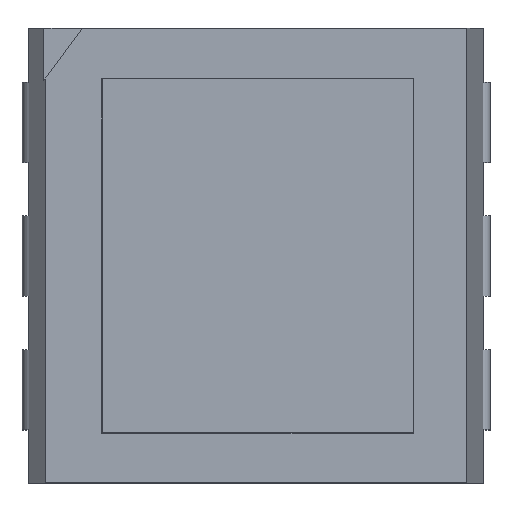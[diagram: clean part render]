
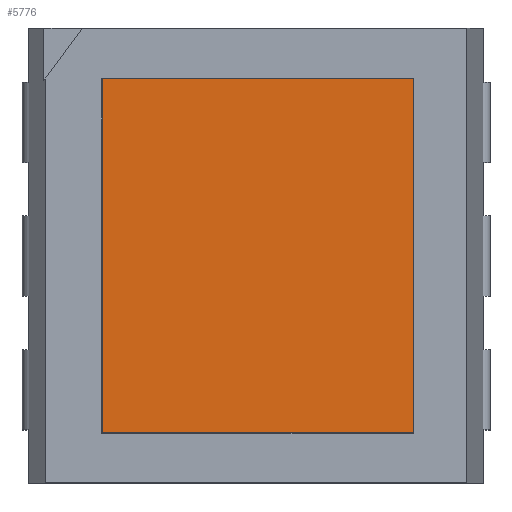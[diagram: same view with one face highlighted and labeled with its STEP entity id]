
A CAD part, top view. The second image highlights one B-rep face of the part: STEP entity #5776.
In plain terms, the highlighted planar face has unit normal (0, 0, 1).
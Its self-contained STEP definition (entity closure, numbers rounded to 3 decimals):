
#5462 = VERTEX_POINT('',#5463);
#5463 = CARTESIAN_POINT('',(0.55,0.375,1.4));
#5470 = PLANE('',#5471);
#5471 = AXIS2_PLACEMENT_3D('',#5472,#5473,#5474);
#5472 = CARTESIAN_POINT('',(0.55,0.375,0.9));
#5473 = DIRECTION('',(1.,0.,0.));
#5474 = DIRECTION('',(0.,0.,1.));
#5482 = PLANE('',#5483);
#5483 = AXIS2_PLACEMENT_3D('',#5484,#5485,#5486);
#5484 = CARTESIAN_POINT('',(0.55,0.375,0.9));
#5485 = DIRECTION('',(0.,1.,0.));
#5486 = DIRECTION('',(0.,0.,1.));
#5523 = VERTEX_POINT('',#5524);
#5524 = CARTESIAN_POINT('',(0.55,3.025,1.4));
#5538 = PLANE('',#5539);
#5539 = AXIS2_PLACEMENT_3D('',#5540,#5541,#5542);
#5540 = CARTESIAN_POINT('',(0.55,3.025,0.9));
#5541 = DIRECTION('',(0.,1.,0.));
#5542 = DIRECTION('',(0.,0.,1.));
#5550 = EDGE_CURVE('',#5462,#5523,#5551,.T.);
#5551 = SURFACE_CURVE('',#5552,(#5556,#5563),.PCURVE_S1.);
#5552 = LINE('',#5553,#5554);
#5553 = CARTESIAN_POINT('',(0.55,0.375,1.4));
#5554 = VECTOR('',#5555,1.);
#5555 = DIRECTION('',(0.,1.,0.));
#5556 = PCURVE('',#5470,#5557);
#5557 = DEFINITIONAL_REPRESENTATION('',(#5558),#5562);
#5558 = LINE('',#5559,#5560);
#5559 = CARTESIAN_POINT('',(0.5,0.));
#5560 = VECTOR('',#5561,1.);
#5561 = DIRECTION('',(0.,-1.));
#5562 = ( GEOMETRIC_REPRESENTATION_CONTEXT(2) 
PARAMETRIC_REPRESENTATION_CONTEXT() REPRESENTATION_CONTEXT('2D SPACE',''
  ) );
#5563 = PCURVE('',#5564,#5569);
#5564 = PLANE('',#5565);
#5565 = AXIS2_PLACEMENT_3D('',#5566,#5567,#5568);
#5566 = CARTESIAN_POINT('',(0.55,0.375,1.4));
#5567 = DIRECTION('',(0.,0.,1.));
#5568 = DIRECTION('',(1.,0.,0.));
#5569 = DEFINITIONAL_REPRESENTATION('',(#5570),#5574);
#5570 = LINE('',#5571,#5572);
#5571 = CARTESIAN_POINT('',(0.,0.));
#5572 = VECTOR('',#5573,1.);
#5573 = DIRECTION('',(0.,1.));
#5574 = ( GEOMETRIC_REPRESENTATION_CONTEXT(2) 
PARAMETRIC_REPRESENTATION_CONTEXT() REPRESENTATION_CONTEXT('2D SPACE',''
  ) );
#5582 = VERTEX_POINT('',#5583);
#5583 = CARTESIAN_POINT('',(2.88,0.375,1.4));
#5590 = PLANE('',#5591);
#5591 = AXIS2_PLACEMENT_3D('',#5592,#5593,#5594);
#5592 = CARTESIAN_POINT('',(2.88,0.375,0.9));
#5593 = DIRECTION('',(1.,0.,0.));
#5594 = DIRECTION('',(0.,0.,1.));
#5633 = VERTEX_POINT('',#5634);
#5634 = CARTESIAN_POINT('',(2.88,3.025,1.4));
#5655 = EDGE_CURVE('',#5582,#5633,#5656,.T.);
#5656 = SURFACE_CURVE('',#5657,(#5661,#5668),.PCURVE_S1.);
#5657 = LINE('',#5658,#5659);
#5658 = CARTESIAN_POINT('',(2.88,0.375,1.4));
#5659 = VECTOR('',#5660,1.);
#5660 = DIRECTION('',(0.,1.,0.));
#5661 = PCURVE('',#5590,#5662);
#5662 = DEFINITIONAL_REPRESENTATION('',(#5663),#5667);
#5663 = LINE('',#5664,#5665);
#5664 = CARTESIAN_POINT('',(0.5,0.));
#5665 = VECTOR('',#5666,1.);
#5666 = DIRECTION('',(0.,-1.));
#5667 = ( GEOMETRIC_REPRESENTATION_CONTEXT(2) 
PARAMETRIC_REPRESENTATION_CONTEXT() REPRESENTATION_CONTEXT('2D SPACE',''
  ) );
#5668 = PCURVE('',#5564,#5669);
#5669 = DEFINITIONAL_REPRESENTATION('',(#5670),#5674);
#5670 = LINE('',#5671,#5672);
#5671 = CARTESIAN_POINT('',(2.33,0.));
#5672 = VECTOR('',#5673,1.);
#5673 = DIRECTION('',(0.,1.));
#5674 = ( GEOMETRIC_REPRESENTATION_CONTEXT(2) 
PARAMETRIC_REPRESENTATION_CONTEXT() REPRESENTATION_CONTEXT('2D SPACE',''
  ) );
#5701 = EDGE_CURVE('',#5462,#5582,#5702,.T.);
#5702 = SURFACE_CURVE('',#5703,(#5707,#5714),.PCURVE_S1.);
#5703 = LINE('',#5704,#5705);
#5704 = CARTESIAN_POINT('',(0.55,0.375,1.4));
#5705 = VECTOR('',#5706,1.);
#5706 = DIRECTION('',(1.,0.,0.));
#5707 = PCURVE('',#5482,#5708);
#5708 = DEFINITIONAL_REPRESENTATION('',(#5709),#5713);
#5709 = LINE('',#5710,#5711);
#5710 = CARTESIAN_POINT('',(0.5,0.));
#5711 = VECTOR('',#5712,1.);
#5712 = DIRECTION('',(0.,1.));
#5713 = ( GEOMETRIC_REPRESENTATION_CONTEXT(2) 
PARAMETRIC_REPRESENTATION_CONTEXT() REPRESENTATION_CONTEXT('2D SPACE',''
  ) );
#5714 = PCURVE('',#5564,#5715);
#5715 = DEFINITIONAL_REPRESENTATION('',(#5716),#5720);
#5716 = LINE('',#5717,#5718);
#5717 = CARTESIAN_POINT('',(0.,0.));
#5718 = VECTOR('',#5719,1.);
#5719 = DIRECTION('',(1.,0.));
#5720 = ( GEOMETRIC_REPRESENTATION_CONTEXT(2) 
PARAMETRIC_REPRESENTATION_CONTEXT() REPRESENTATION_CONTEXT('2D SPACE',''
  ) );
#5748 = EDGE_CURVE('',#5523,#5633,#5749,.T.);
#5749 = SURFACE_CURVE('',#5750,(#5754,#5761),.PCURVE_S1.);
#5750 = LINE('',#5751,#5752);
#5751 = CARTESIAN_POINT('',(0.55,3.025,1.4));
#5752 = VECTOR('',#5753,1.);
#5753 = DIRECTION('',(1.,0.,0.));
#5754 = PCURVE('',#5538,#5755);
#5755 = DEFINITIONAL_REPRESENTATION('',(#5756),#5760);
#5756 = LINE('',#5757,#5758);
#5757 = CARTESIAN_POINT('',(0.5,0.));
#5758 = VECTOR('',#5759,1.);
#5759 = DIRECTION('',(0.,1.));
#5760 = ( GEOMETRIC_REPRESENTATION_CONTEXT(2) 
PARAMETRIC_REPRESENTATION_CONTEXT() REPRESENTATION_CONTEXT('2D SPACE',''
  ) );
#5761 = PCURVE('',#5564,#5762);
#5762 = DEFINITIONAL_REPRESENTATION('',(#5763),#5767);
#5763 = LINE('',#5764,#5765);
#5764 = CARTESIAN_POINT('',(0.,2.65));
#5765 = VECTOR('',#5766,1.);
#5766 = DIRECTION('',(1.,0.));
#5767 = ( GEOMETRIC_REPRESENTATION_CONTEXT(2) 
PARAMETRIC_REPRESENTATION_CONTEXT() REPRESENTATION_CONTEXT('2D SPACE',''
  ) );
#5776 = ADVANCED_FACE('',(#5777),#5564,.T.);
#5777 = FACE_BOUND('',#5778,.T.);
#5778 = EDGE_LOOP('',(#5779,#5780,#5781,#5782));
#5779 = ORIENTED_EDGE('',*,*,#5550,.F.);
#5780 = ORIENTED_EDGE('',*,*,#5701,.T.);
#5781 = ORIENTED_EDGE('',*,*,#5655,.T.);
#5782 = ORIENTED_EDGE('',*,*,#5748,.F.);
